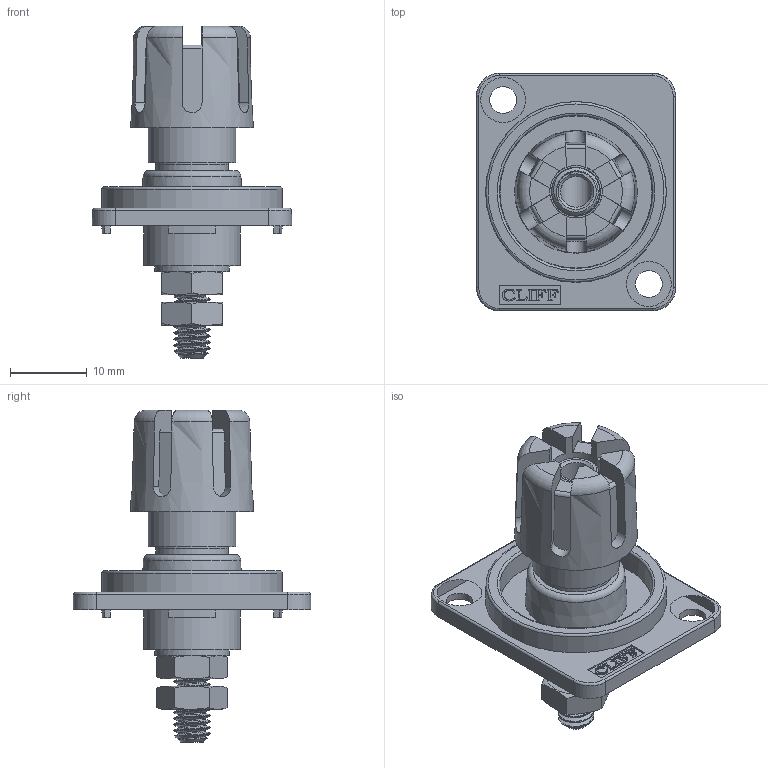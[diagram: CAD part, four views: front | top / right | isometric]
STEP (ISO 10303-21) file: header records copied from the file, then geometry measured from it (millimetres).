
FILE_DESCRIPTION(/* description */ (''),/* implementation_level */ '2;1');
FILE_NAME(/* name */ 'CP303015.stp',/* time_stamp */ '2026-04-07T09:58:09+01:00',/* author */ ('TimOttley'),/* organization */ (''),/* preprocessor_version */ 'ST-DEVELOPER v20.1',/* originating_system */ 'Autodesk Inventor 2026',/* authorisation */ '');
FILE_SCHEMA (('AUTOMOTIVE_DESIGN { 1 0 10303 214 3 1 1 }'));
Products named in the file (1): CP303010
Bounding box: 26 x 31 x 43.31 mm (x, y, z)
Volume: 5948 mm3; surface area: 6230.3 mm2
Topology: 1 solids, 2 shells, 420 faces, 1178 edges, 793 vertices
Faces by surface type: plane 216, cylinder 83, bspline 80, cone 28, torus 13
Full cylindrical faces by diameter (mm): 3.5 x2, 3.8 x4, 4.05 x2, 4.2 x5, 4.7 x8, 4.8 x1, 5.1 x1, 6.35 x6, 6.75 x1, 6.85 x1, 7.74 x2, 7.75 x2, 9.5 x1, 9.525 x1, 9.7 x1, 9.72 x1, 10 x1, 11.4 x1, 12.6 x1
Entity records: 37930 total; most frequent: CARTESIAN_POINT 27316, ORIENTED_EDGE 2356, DIRECTION 1713, EDGE_CURVE 1178, VERTEX_POINT 793, LINE 573, VECTOR 573, AXIS2_PLACEMENT_3D 570
